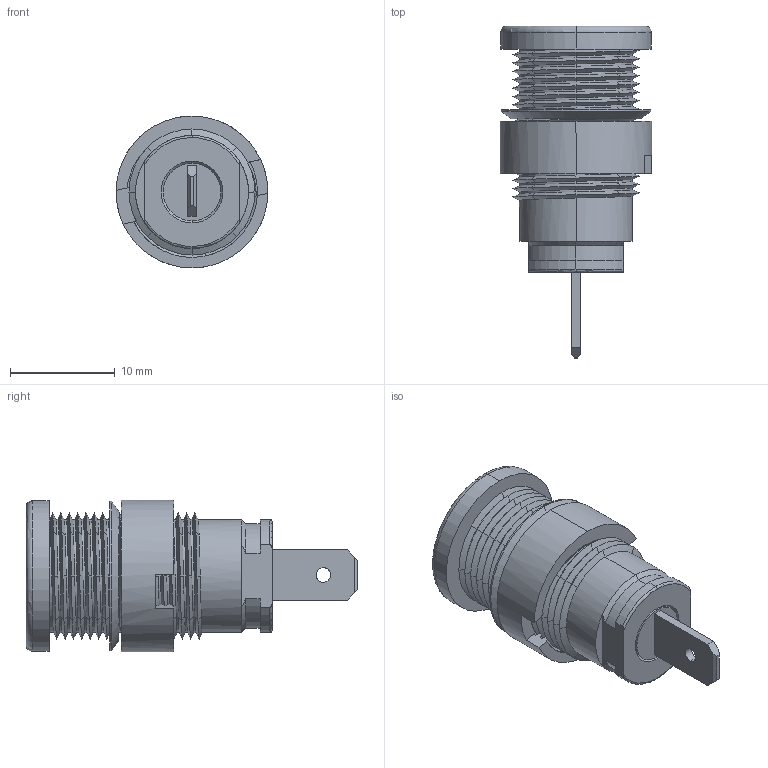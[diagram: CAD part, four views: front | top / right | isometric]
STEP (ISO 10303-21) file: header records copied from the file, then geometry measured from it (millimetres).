
FILE_DESCRIPTION(('CATIA V5 STEP Exchange'),'2;1');
FILE_NAME('Banana Plug 4mm Black CT2238 v1.stp','2022-11-11T14:29:57+00:00',('none'),('none'),'CATIA Version 5 Release 17 (IN-10)','CATIA V5 STEP AP214','none');
FILE_SCHEMA(('AUTOMOTIVE_DESIGN { 1 0 10303 214 1 1 1 1 }'));
Length unit declared in the file: millimetre
Products named in the file (5): Banana Plug 4mm Black CT2238; User Library-Stor banan_Stor banan bricka; User Library-Stor banan_Stor banan mutter; User Library-Stor banan_Stor banan; User Library-Stor banan_Stor banan koppar
Assembly tree (4 placements, depth 2):
  Banana Plug 4mm Black CT2238
    User Library-Stor banan_Stor banan bricka
    User Library-Stor banan_Stor banan mutter
    User Library-Stor banan_Stor banan
    User Library-Stor banan_Stor banan koppar
Bounding box: 14.5 x 31.7 x 14.5 mm (x, y, z)
Volume: 1593 mm3; surface area: 4396.9 mm2
Topology: 4 solids, 4 shells, 555 faces, 1397 edges, 856 vertices
Faces by surface type: bspline 402, cylinder 92, plane 37, torus 14, cone 10
Entity records: 17111 total; most frequent: CARTESIAN_POINT 8426, ORIENTED_EDGE 2794, EDGE_CURVE 1397, VERTEX_POINT 856, EDGE_LOOP 569, ADVANCED_FACE 555, FACE_OUTER_BOUND 555, DIRECTION 543
